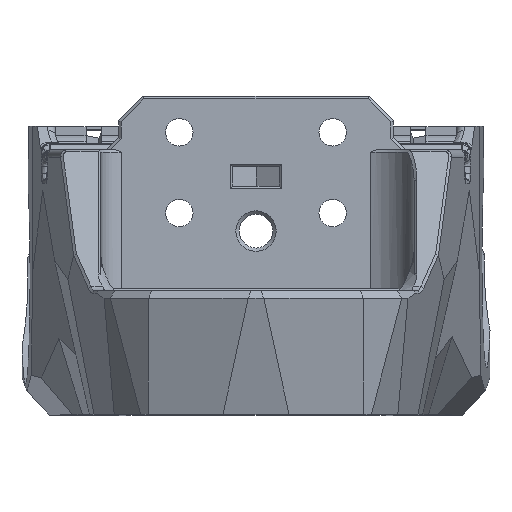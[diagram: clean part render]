
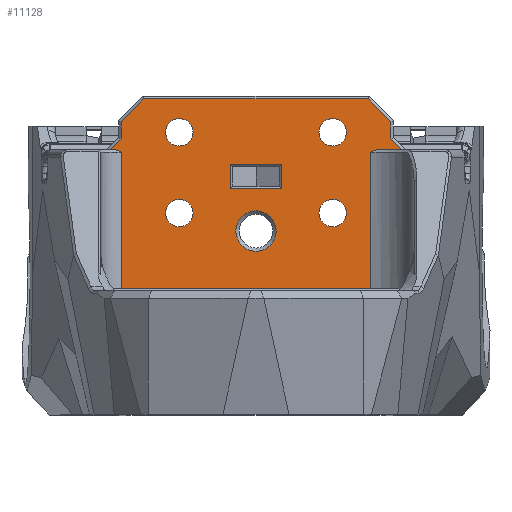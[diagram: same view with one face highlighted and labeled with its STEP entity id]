
A CAD part, top view. The second image highlights one B-rep face of the part: STEP entity #11128.
In plain terms, the highlighted planar face has unit normal (0, 0, 1).
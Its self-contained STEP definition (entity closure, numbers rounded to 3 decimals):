
#53=(
BOUNDED_CURVE()
B_SPLINE_CURVE(2,(#17291,#17292,#17293),.UNSPECIFIED.,.F.,.F.)
B_SPLINE_CURVE_WITH_KNOTS((3,3),(0.864,1.037),
 .UNSPECIFIED.)
CURVE()
GEOMETRIC_REPRESENTATION_ITEM()
RATIONAL_B_SPLINE_CURVE((1.971,2.021,2.053))
REPRESENTATION_ITEM('')
);
#162=FACE_BOUND('',#1590,.T.);
#163=FACE_BOUND('',#1591,.T.);
#164=FACE_BOUND('',#1592,.T.);
#165=FACE_BOUND('',#1593,.T.);
#166=FACE_BOUND('',#1594,.T.);
#167=FACE_BOUND('',#1595,.T.);
#258=PLANE('',#11847);
#594=B_SPLINE_CURVE_WITH_KNOTS('',3,(#17300,#17301,#17302,#17303,#17304,
#17305),.UNSPECIFIED.,.F.,.F.,(4,2,4),(0.,0.04,
0.08),.UNSPECIFIED.);
#969=FACE_OUTER_BOUND('',#1589,.T.);
#1589=EDGE_LOOP('',(#8254,#8255,#8256,#8257,#8258,#8259,#8260,#8261,#8262,
#8263,#8264,#8265,#8266,#8267));
#1590=EDGE_LOOP('',(#8268));
#1591=EDGE_LOOP('',(#8269));
#1592=EDGE_LOOP('',(#8270));
#1593=EDGE_LOOP('',(#8271));
#1594=EDGE_LOOP('',(#8272));
#1595=EDGE_LOOP('',(#8273,#8274,#8275,#8276));
#2337=LINE('',#16185,#3480);
#2355=LINE('',#16375,#3498);
#2461=LINE('',#17288,#3604);
#2462=LINE('',#17289,#3605);
#2463=LINE('',#17295,#3606);
#2464=LINE('',#17297,#3607);
#2465=LINE('',#17299,#3608);
#2466=LINE('',#17307,#3609);
#2467=LINE('',#17309,#3610);
#2468=LINE('',#17311,#3611);
#2469=LINE('',#17313,#3612);
#2470=LINE('',#17314,#3613);
#2471=LINE('',#17319,#3614);
#2472=LINE('',#17321,#3615);
#2473=LINE('',#17323,#3616);
#2474=LINE('',#17324,#3617);
#3480=VECTOR('',#13081,3.154);
#3498=VECTOR('',#13131,0.667);
#3604=VECTOR('',#13287,2.1);
#3605=VECTOR('',#13288,1.946);
#3606=VECTOR('',#13289,16.89);
#3607=VECTOR('',#13290,30.825);
#3608=VECTOR('',#13291,16.89);
#3609=VECTOR('',#13292,1.946);
#3610=VECTOR('',#13293,2.1);
#3611=VECTOR('',#13294,3.994);
#3612=VECTOR('',#13295,27.751);
#3613=VECTOR('',#13296,3.994);
#3614=VECTOR('',#13299,6.4);
#3615=VECTOR('',#13300,3.);
#3616=VECTOR('',#13301,6.4);
#3617=VECTOR('',#13302,3.);
#4436=CIRCLE('',#11788,1.7);
#4438=CIRCLE('',#11791,1.7);
#4440=CIRCLE('',#11794,1.7);
#4442=CIRCLE('',#11797,1.7);
#4468=CIRCLE('',#11848,2.5);
#4831=VERTEX_POINT('',#15917);
#4833=VERTEX_POINT('',#15923);
#4835=VERTEX_POINT('',#15929);
#4837=VERTEX_POINT('',#15935);
#4880=VERTEX_POINT('',#16182);
#4881=VERTEX_POINT('',#16184);
#4914=VERTEX_POINT('',#16372);
#4915=VERTEX_POINT('',#16374);
#5039=VERTEX_POINT('',#17286);
#5040=VERTEX_POINT('',#17287);
#5041=VERTEX_POINT('',#17290);
#5042=VERTEX_POINT('',#17294);
#5043=VERTEX_POINT('',#17296);
#5044=VERTEX_POINT('',#17298);
#5045=VERTEX_POINT('',#17306);
#5046=VERTEX_POINT('',#17308);
#5047=VERTEX_POINT('',#17310);
#5048=VERTEX_POINT('',#17312);
#5049=VERTEX_POINT('',#17315);
#5050=VERTEX_POINT('',#17317);
#5051=VERTEX_POINT('',#17318);
#5052=VERTEX_POINT('',#17320);
#5053=VERTEX_POINT('',#17322);
#6016=EDGE_CURVE('',#4831,#4831,#4436,.T.);
#6019=EDGE_CURVE('',#4833,#4833,#4438,.T.);
#6022=EDGE_CURVE('',#4835,#4835,#4440,.T.);
#6025=EDGE_CURVE('',#4837,#4837,#4442,.T.);
#6071=EDGE_CURVE('',#4880,#4881,#2337,.T.);
#6112=EDGE_CURVE('',#4915,#4914,#2355,.T.);
#6255=EDGE_CURVE('',#5039,#5040,#2461,.T.);
#6256=EDGE_CURVE('',#5040,#4915,#2462,.T.);
#6257=EDGE_CURVE('',#4914,#5041,#53,.T.);
#6258=EDGE_CURVE('',#5042,#5041,#2463,.T.);
#6259=EDGE_CURVE('',#5043,#5042,#2464,.T.);
#6260=EDGE_CURVE('',#5043,#5044,#2465,.T.);
#6261=EDGE_CURVE('',#5044,#4881,#594,.T.);
#6262=EDGE_CURVE('',#4880,#5045,#2466,.T.);
#6263=EDGE_CURVE('',#5045,#5046,#2467,.T.);
#6264=EDGE_CURVE('',#5046,#5047,#2468,.T.);
#6265=EDGE_CURVE('',#5047,#5048,#2469,.T.);
#6266=EDGE_CURVE('',#5048,#5039,#2470,.T.);
#6267=EDGE_CURVE('',#5049,#5049,#4468,.T.);
#6268=EDGE_CURVE('',#5050,#5051,#2471,.T.);
#6269=EDGE_CURVE('',#5051,#5052,#2472,.T.);
#6270=EDGE_CURVE('',#5052,#5053,#2473,.T.);
#6271=EDGE_CURVE('',#5053,#5050,#2474,.T.);
#8254=ORIENTED_EDGE('',*,*,#6255,.T.);
#8255=ORIENTED_EDGE('',*,*,#6256,.T.);
#8256=ORIENTED_EDGE('',*,*,#6112,.T.);
#8257=ORIENTED_EDGE('',*,*,#6257,.T.);
#8258=ORIENTED_EDGE('',*,*,#6258,.F.);
#8259=ORIENTED_EDGE('',*,*,#6259,.F.);
#8260=ORIENTED_EDGE('',*,*,#6260,.T.);
#8261=ORIENTED_EDGE('',*,*,#6261,.T.);
#8262=ORIENTED_EDGE('',*,*,#6071,.F.);
#8263=ORIENTED_EDGE('',*,*,#6262,.T.);
#8264=ORIENTED_EDGE('',*,*,#6263,.T.);
#8265=ORIENTED_EDGE('',*,*,#6264,.T.);
#8266=ORIENTED_EDGE('',*,*,#6265,.T.);
#8267=ORIENTED_EDGE('',*,*,#6266,.T.);
#8268=ORIENTED_EDGE('',*,*,#6267,.T.);
#8269=ORIENTED_EDGE('',*,*,#6025,.F.);
#8270=ORIENTED_EDGE('',*,*,#6019,.F.);
#8271=ORIENTED_EDGE('',*,*,#6022,.F.);
#8272=ORIENTED_EDGE('',*,*,#6016,.F.);
#8273=ORIENTED_EDGE('',*,*,#6268,.T.);
#8274=ORIENTED_EDGE('',*,*,#6269,.T.);
#8275=ORIENTED_EDGE('',*,*,#6270,.T.);
#8276=ORIENTED_EDGE('',*,*,#6271,.T.);
#11128=ADVANCED_FACE('',(#969,#162,#163,#164,#165,#166,#167),#258,.T.);
#11788=AXIS2_PLACEMENT_3D('',#15918,#13005,#13006);
#11791=AXIS2_PLACEMENT_3D('',#15924,#13012,#13013);
#11794=AXIS2_PLACEMENT_3D('',#15930,#13019,#13020);
#11797=AXIS2_PLACEMENT_3D('',#15936,#13026,#13027);
#11847=AXIS2_PLACEMENT_3D('',#17285,#13285,#13286);
#11848=AXIS2_PLACEMENT_3D('',#17316,#13297,#13298);
#13005=DIRECTION('center_axis',(0.,0.,1.));
#13006=DIRECTION('ref_axis',(1.,0.,0.));
#13012=DIRECTION('center_axis',(0.,0.,1.));
#13013=DIRECTION('ref_axis',(1.,0.,0.));
#13019=DIRECTION('center_axis',(0.,0.,1.));
#13020=DIRECTION('ref_axis',(1.,0.,0.));
#13026=DIRECTION('center_axis',(0.,0.,1.));
#13027=DIRECTION('ref_axis',(1.,0.,0.));
#13081=DIRECTION('',(0.,1.,0.));
#13131=DIRECTION('',(0.,-1.,0.));
#13285=DIRECTION('center_axis',(0.,0.,1.));
#13286=DIRECTION('ref_axis',(1.,0.,0.));
#13287=DIRECTION('',(-1.,0.,0.));
#13288=DIRECTION('',(-0.707,0.707,0.));
#13289=DIRECTION('',(1.,0.,0.));
#13290=DIRECTION('',(0.,1.,0.));
#13291=DIRECTION('',(1.,0.,0.));
#13292=DIRECTION('',(0.707,0.707,0.));
#13293=DIRECTION('',(1.,0.,0.));
#13294=DIRECTION('',(0.707,0.707,0.));
#13295=DIRECTION('',(0.,1.,0.));
#13296=DIRECTION('',(-0.707,0.707,0.));
#13297=DIRECTION('center_axis',(0.,0.,-1.));
#13298=DIRECTION('ref_axis',(1.,0.,0.));
#13299=DIRECTION('',(0.,-1.,0.));
#13300=DIRECTION('',(-1.,0.,0.));
#13301=DIRECTION('',(0.,1.,0.));
#13302=DIRECTION('',(1.,0.,0.));
#15917=CARTESIAN_POINT('',(16.115,9.5,24.7));
#15918=CARTESIAN_POINT('Origin',(14.415,9.5,24.7));
#15923=CARTESIAN_POINT('',(16.115,-9.5,24.7));
#15924=CARTESIAN_POINT('Origin',(14.415,-9.5,24.7));
#15929=CARTESIAN_POINT('',(26.115,-9.5,24.7));
#15930=CARTESIAN_POINT('Origin',(24.415,-9.5,24.7));
#15935=CARTESIAN_POINT('',(26.115,9.5,24.7));
#15936=CARTESIAN_POINT('Origin',(24.415,9.5,24.7));
#16182=CARTESIAN_POINT('',(22.25,-18.076,24.7));
#16184=CARTESIAN_POINT('',(22.25,-14.922,24.7));
#16185=CARTESIAN_POINT('',(22.25,-18.076,24.7));
#16372=CARTESIAN_POINT('',(22.25,17.409,24.7));
#16374=CARTESIAN_POINT('',(22.25,18.076,24.7));
#16375=CARTESIAN_POINT('',(22.25,18.076,24.7));
#17285=CARTESIAN_POINT('Origin',(-2.24,0.008,24.7));
#17286=CARTESIAN_POINT('',(25.725,16.7,24.7));
#17287=CARTESIAN_POINT('',(23.626,16.7,24.7));
#17288=CARTESIAN_POINT('',(25.725,16.7,24.7));
#17289=CARTESIAN_POINT('',(23.626,16.7,24.7));
#17290=CARTESIAN_POINT('',(21.95,16.649,24.7));
#17291=CARTESIAN_POINT('Ctrl Pts',(22.25,17.409,24.7));
#17292=CARTESIAN_POINT('Ctrl Pts',(22.062,17.014,24.7));
#17293=CARTESIAN_POINT('Ctrl Pts',(21.95,16.649,24.7));
#17294=CARTESIAN_POINT('',(5.06,16.649,24.7));
#17295=CARTESIAN_POINT('',(5.06,16.649,24.7));
#17296=CARTESIAN_POINT('',(5.06,-14.176,24.7));
#17297=CARTESIAN_POINT('',(5.06,-14.176,24.7));
#17298=CARTESIAN_POINT('',(21.95,-14.176,24.7));
#17299=CARTESIAN_POINT('',(5.06,-14.176,24.7));
#17300=CARTESIAN_POINT('Ctrl Pts',(21.95,-14.176,24.7));
#17301=CARTESIAN_POINT('Ctrl Pts',(21.996,-14.302,24.7));
#17302=CARTESIAN_POINT('Ctrl Pts',(22.044,-14.427,24.7));
#17303=CARTESIAN_POINT('Ctrl Pts',(22.144,-14.676,24.7));
#17304=CARTESIAN_POINT('Ctrl Pts',(22.196,-14.799,24.7));
#17305=CARTESIAN_POINT('Ctrl Pts',(22.25,-14.922,24.7));
#17306=CARTESIAN_POINT('',(23.626,-16.7,24.7));
#17307=CARTESIAN_POINT('',(22.25,-18.076,24.7));
#17308=CARTESIAN_POINT('',(25.725,-16.7,24.7));
#17309=CARTESIAN_POINT('',(23.626,-16.7,24.7));
#17310=CARTESIAN_POINT('',(28.55,-13.876,24.7));
#17311=CARTESIAN_POINT('',(25.725,-16.7,24.7));
#17312=CARTESIAN_POINT('',(28.55,13.876,24.7));
#17313=CARTESIAN_POINT('',(28.55,-13.876,24.7));
#17314=CARTESIAN_POINT('',(28.55,13.876,24.7));
#17315=CARTESIAN_POINT('',(9.69,0.,24.7));
#17316=CARTESIAN_POINT('Origin',(12.19,0.,24.7));
#17317=CARTESIAN_POINT('',(20.46,3.205,24.7));
#17318=CARTESIAN_POINT('',(20.46,-3.195,24.7));
#17319=CARTESIAN_POINT('',(20.46,3.205,24.7));
#17320=CARTESIAN_POINT('',(17.46,-3.195,24.7));
#17321=CARTESIAN_POINT('',(20.46,-3.195,24.7));
#17322=CARTESIAN_POINT('',(17.46,3.205,24.7));
#17323=CARTESIAN_POINT('',(17.46,-3.195,24.7));
#17324=CARTESIAN_POINT('',(17.46,3.205,24.7));
